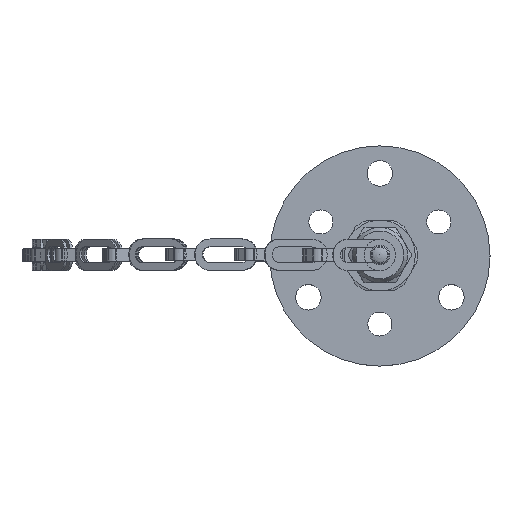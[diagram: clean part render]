
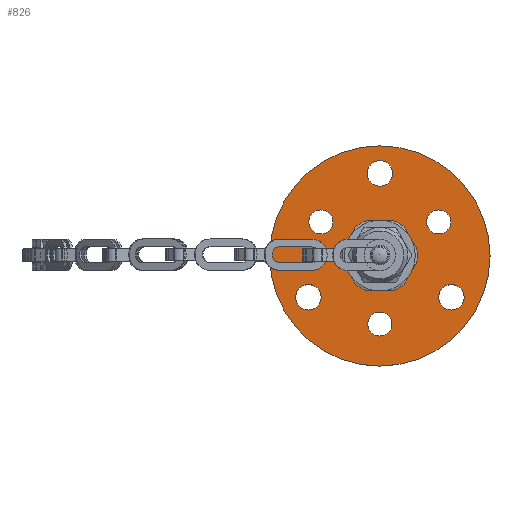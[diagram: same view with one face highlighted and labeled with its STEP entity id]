
A CAD part, top view. The second image highlights one B-rep face of the part: STEP entity #826.
In plain terms, the highlighted face is planar.
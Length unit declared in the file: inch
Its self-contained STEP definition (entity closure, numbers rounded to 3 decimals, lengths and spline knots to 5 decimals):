
#826=ADVANCED_FACE('',(#1645,#1646,#1647,#1648,#1649,#1650,#1651,#1652),#1653,.T.);
#1645=FACE_BOUND('',#2792,.T.);
#1646=FACE_BOUND('',#2793,.T.);
#1647=FACE_BOUND('',#2794,.T.);
#1648=FACE_OUTER_BOUND('',#2795,.T.);
#1649=FACE_BOUND('',#2796,.T.);
#1650=FACE_BOUND('',#2797,.T.);
#1651=FACE_BOUND('',#2798,.T.);
#1652=FACE_BOUND('',#2799,.T.);
#1653=PLANE('',#2800);
#2792=EDGE_LOOP('',(#3969));
#2793=EDGE_LOOP('',(#3970));
#2794=EDGE_LOOP('',(#3971));
#2795=EDGE_LOOP('',(#3972));
#2796=EDGE_LOOP('',(#3973));
#2797=EDGE_LOOP('',(#3974));
#2798=EDGE_LOOP('',(#3975));
#2799=EDGE_LOOP('',(#3976));
#2800=AXIS2_PLACEMENT_3D('',#3977,#3978,#3979);
#3969=ORIENTED_EDGE('',*,*,#6306,.T.);
#3970=ORIENTED_EDGE('',*,*,#6307,.T.);
#3971=ORIENTED_EDGE('',*,*,#6308,.T.);
#3972=ORIENTED_EDGE('',*,*,#6309,.T.);
#3973=ORIENTED_EDGE('',*,*,#6310,.T.);
#3974=ORIENTED_EDGE('',*,*,#6311,.T.);
#3975=ORIENTED_EDGE('',*,*,#6312,.T.);
#3976=ORIENTED_EDGE('',*,*,#6313,.T.);
#3977=CARTESIAN_POINT('',(0.0,0.0,0.0));
#3978=DIRECTION('',(0.0,0.0,-1.0));
#3979=DIRECTION('',(-1.0,0.0,0.0));
#6306=EDGE_CURVE('',#7181,#7181,#7182,.T.);
#6307=EDGE_CURVE('',#7183,#7183,#7184,.T.);
#6308=EDGE_CURVE('',#7185,#7185,#7186,.T.);
#6309=EDGE_CURVE('',#7187,#7187,#7188,.T.);
#6310=EDGE_CURVE('',#7189,#7189,#7190,.T.);
#6311=EDGE_CURVE('',#7191,#7191,#7192,.T.);
#6312=EDGE_CURVE('',#7193,#7193,#7194,.T.);
#6313=EDGE_CURVE('',#7195,#7195,#7196,.T.);
#7181=VERTEX_POINT('',#8496);
#7182=CIRCLE('',#8497,0.0955);
#7183=VERTEX_POINT('',#8498);
#7184=CIRCLE('',#8499,0.1015);
#7185=VERTEX_POINT('',#8500);
#7186=CIRCLE('',#8501,0.1015);
#7187=VERTEX_POINT('',#8502);
#7188=CIRCLE('',#8503,0.875);
#7189=VERTEX_POINT('',#8504);
#7190=CIRCLE('',#8505,0.2516);
#7191=VERTEX_POINT('',#8506);
#7192=CIRCLE('',#8507,0.1015);
#7193=VERTEX_POINT('',#8508);
#7194=CIRCLE('',#8509,0.0955);
#7195=VERTEX_POINT('',#8510);
#7196=CIRCLE('',#8511,0.0955);
#8496=CARTESIAN_POINT('',(-0.42034,0.35296,0.0));
#8497=AXIS2_PLACEMENT_3D('',#11093,#11094,#11095);
#8498=CARTESIAN_POINT('',(-0.51736,-0.4159,0.0));
#8499=AXIS2_PLACEMENT_3D('',#11096,#11097,#11098);
#8500=CARTESIAN_POINT('',(-0.1015,0.656,0.0));
#8501=AXIS2_PLACEMENT_3D('',#11099,#11100,#11101);
#8502=CARTESIAN_POINT('',(-0.875,0.0,0.0));
#8503=AXIS2_PLACEMENT_3D('',#11102,#11103,#11104);
#8504=CARTESIAN_POINT('',(0.0,-0.2516,0.));
#8505=AXIS2_PLACEMENT_3D('',#11105,#11106,#11107);
#8506=CARTESIAN_POINT('',(0.61886,-0.2401,0.0));
#8507=AXIS2_PLACEMENT_3D('',#11108,#11109,#11110);
#8508=CARTESIAN_POINT('',(-0.0955,-0.5405,0.0));
#8509=AXIS2_PLACEMENT_3D('',#11111,#11112,#11113);
#8510=CARTESIAN_POINT('',(0.51584,0.18754,0.0));
#8511=AXIS2_PLACEMENT_3D('',#11114,#11115,#11116);
#11093=CARTESIAN_POINT('',(-0.46809,0.27025,0.0));
#11094=DIRECTION('',(0.0,-0.0,1.0));
#11095=DIRECTION('',(0.5,0.866,0.0));
#11096=CARTESIAN_POINT('',(-0.56811,-0.328,0.0));
#11097=DIRECTION('',(0.0,0.0,1.0));
#11098=DIRECTION('',(0.5,-0.866,0.0));
#11099=CARTESIAN_POINT('',(0.,0.656,0.0));
#11100=DIRECTION('',(0.0,0.0,1.0));
#11101=DIRECTION('',(-1.0,0.0,0.0));
#11102=CARTESIAN_POINT('',(0.0,0.0,0.0));
#11103=DIRECTION('',(0.0,0.0,-1.0));
#11104=DIRECTION('',(-1.0,0.0,0.0));
#11105=CARTESIAN_POINT('',(0.0,0.0,0.));
#11106=DIRECTION('',(0.0,0.,1.0));
#11107=DIRECTION('',(0.0,-1.0,0.));
#11108=CARTESIAN_POINT('',(0.56811,-0.328,0.0));
#11109=DIRECTION('',(0.0,-0.0,1.0));
#11110=DIRECTION('',(0.5,0.866,0.0));
#11111=CARTESIAN_POINT('',(0.,-0.5405,0.0));
#11112=DIRECTION('',(0.0,0.0,1.0));
#11113=DIRECTION('',(-1.0,0.0,0.0));
#11114=CARTESIAN_POINT('',(0.46809,0.27025,0.0));
#11115=DIRECTION('',(0.0,0.0,1.0));
#11116=DIRECTION('',(0.5,-0.866,0.0));
